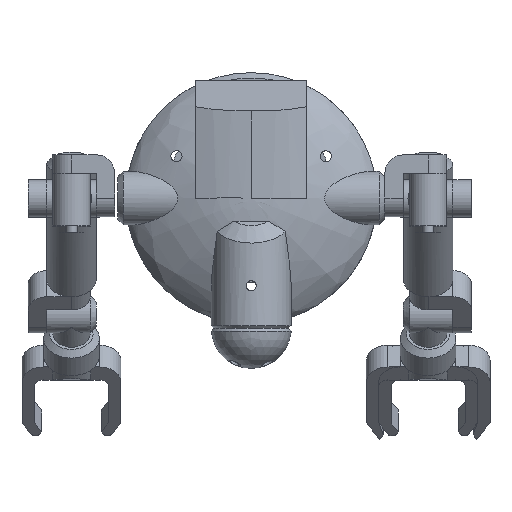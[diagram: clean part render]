
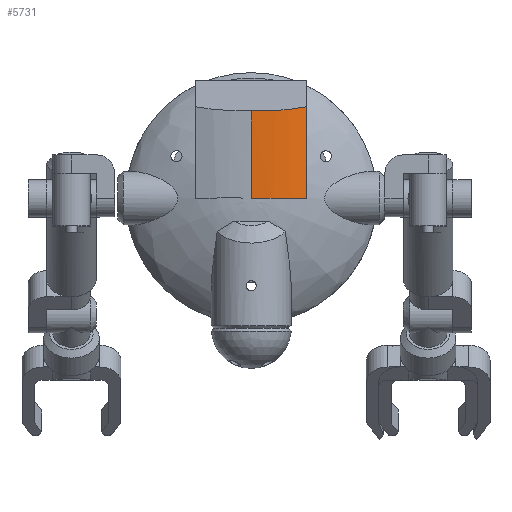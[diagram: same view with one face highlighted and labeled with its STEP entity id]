
A CAD part, top view. The second image highlights one B-rep face of the part: STEP entity #5731.
In plain terms, the highlighted free-form (B-spline) face has degree [5, 1] with [15, 2] control points.
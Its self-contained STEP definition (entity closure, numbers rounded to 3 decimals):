
#104=(
BOUNDED_CURVE()
B_SPLINE_CURVE(5,(#9140,#9141,#9142,#9143,#9144,#9145,#9146,#9147,#9148),
 .UNSPECIFIED.,.F.,.F.)
B_SPLINE_CURVE_WITH_KNOTS((6,1,1,1,6),(0.618,0.7,0.8,0.9,1.),
 .UNSPECIFIED.)
CURVE()
GEOMETRIC_REPRESENTATION_ITEM()
RATIONAL_B_SPLINE_CURVE((1.,1.,1.,1.,1.,1.,1.,1.,1.))
REPRESENTATION_ITEM('')
);
#117=(
BOUNDED_SURFACE()
B_SPLINE_SURFACE(5,1,((#9411,#9412),(#9413,#9414),(#9415,#9416),(#9417,
#9418),(#9419,#9420),(#9421,#9422),(#9423,#9424),(#9425,#9426),(#9427,#9428),
(#9429,#9430),(#9431,#9432),(#9433,#9434),(#9435,#9436),(#9437,#9438),(#9439,
#9440)),.UNSPECIFIED.,.F.,.F.,.F.)
B_SPLINE_SURFACE_WITH_KNOTS((6,1,1,1,1,1,1,1,1,1,6),(2,2),(-1.,-0.9,-0.8,
-0.7,-0.6,-0.5,-0.4,-0.3,-0.2,-0.1,-0.062),(0.,3.16),
 .UNSPECIFIED.)
GEOMETRIC_REPRESENTATION_ITEM()
RATIONAL_B_SPLINE_SURFACE(((1.,1.),(1.,1.),(1.,1.),(1.,1.),(1.,1.),(1.,
1.),(1.,1.),(1.,1.),(1.,1.),(1.,1.),(1.,1.),(1.,1.),(1.,1.),(1.,1.),(1.,
1.)))
REPRESENTATION_ITEM('')
SURFACE()
);
#454=B_SPLINE_CURVE_WITH_KNOTS('',3,(#9442,#9443,#9444,#9445,#9446,#9447),
 .UNSPECIFIED.,.F.,.F.,(4,2,4),(-4.157,-1.893,-1.325),
 .UNSPECIFIED.);
#663=FACE_OUTER_BOUND('',#1030,.T.);
#1030=EDGE_LOOP('',(#4141,#4142,#4143,#4144));
#1476=LINE('',#9410,#1916);
#1477=LINE('',#9448,#1917);
#1916=VECTOR('',#6844,9.);
#1917=VECTOR('',#6845,9.);
#2641=VERTEX_POINT('',#9120);
#2642=VERTEX_POINT('',#9139);
#2653=VERTEX_POINT('',#9408);
#2654=VERTEX_POINT('',#9441);
#3202=EDGE_CURVE('',#2641,#2642,#104,.T.);
#3228=EDGE_CURVE('',#2641,#2653,#1476,.T.);
#3229=EDGE_CURVE('',#2654,#2653,#454,.T.);
#3230=EDGE_CURVE('',#2642,#2654,#1477,.T.);
#4141=ORIENTED_EDGE('',*,*,#3202,.F.);
#4142=ORIENTED_EDGE('',*,*,#3228,.T.);
#4143=ORIENTED_EDGE('',*,*,#3229,.F.);
#4144=ORIENTED_EDGE('',*,*,#3230,.F.);
#5731=ADVANCED_FACE('',(#663),#117,.T.);
#6844=DIRECTION('',(0.,1.,0.));
#6845=DIRECTION('',(0.,1.,0.));
#9120=CARTESIAN_POINT('',(9.215,0.018,32.362));
#9139=CARTESIAN_POINT('',(0.215,0.018,33.534));
#9140=CARTESIAN_POINT('Ctrl Pts',(9.215,0.018,32.362));
#9141=CARTESIAN_POINT('Ctrl Pts',(8.872,0.018,32.466));
#9142=CARTESIAN_POINT('Ctrl Pts',(8.121,0.018,32.683));
#9143=CARTESIAN_POINT('Ctrl Pts',(6.979,0.018,32.972));
#9144=CARTESIAN_POINT('Ctrl Pts',(5.413,0.018,33.27));
#9145=CARTESIAN_POINT('Ctrl Pts',(3.645,0.018,33.449));
#9146=CARTESIAN_POINT('Ctrl Pts',(2.03,0.018,33.519));
#9147=CARTESIAN_POINT('Ctrl Pts',(0.839,0.018,
33.534));
#9148=CARTESIAN_POINT('Ctrl Pts',(0.215,0.018,
33.534));
#9408=CARTESIAN_POINT('',(9.215,14.782,32.362));
#9410=CARTESIAN_POINT('',(9.215,0.018,32.362));
#9411=CARTESIAN_POINT('Ctrl Pts',(0.215,0.018,
33.534));
#9412=CARTESIAN_POINT('Ctrl Pts',(0.215,28.454,33.534));
#9413=CARTESIAN_POINT('Ctrl Pts',(0.839,0.018,
33.534));
#9414=CARTESIAN_POINT('Ctrl Pts',(0.839,28.454,33.534));
#9415=CARTESIAN_POINT('Ctrl Pts',(2.03,0.018,33.519));
#9416=CARTESIAN_POINT('Ctrl Pts',(2.03,28.454,33.519));
#9417=CARTESIAN_POINT('Ctrl Pts',(3.645,0.018,33.449));
#9418=CARTESIAN_POINT('Ctrl Pts',(3.645,28.454,33.449));
#9419=CARTESIAN_POINT('Ctrl Pts',(5.496,0.018,33.262));
#9420=CARTESIAN_POINT('Ctrl Pts',(5.496,28.454,33.262));
#9421=CARTESIAN_POINT('Ctrl Pts',(7.534,0.018,32.865));
#9422=CARTESIAN_POINT('Ctrl Pts',(7.534,28.454,32.865));
#9423=CARTESIAN_POINT('Ctrl Pts',(9.55,0.018,32.292));
#9424=CARTESIAN_POINT('Ctrl Pts',(9.55,28.454,32.292));
#9425=CARTESIAN_POINT('Ctrl Pts',(11.743,0.018,31.533));
#9426=CARTESIAN_POINT('Ctrl Pts',(11.743,28.454,31.533));
#9427=CARTESIAN_POINT('Ctrl Pts',(14.179,0.018,30.578));
#9428=CARTESIAN_POINT('Ctrl Pts',(14.179,28.454,30.578));
#9429=CARTESIAN_POINT('Ctrl Pts',(16.673,0.018,29.431));
#9430=CARTESIAN_POINT('Ctrl Pts',(16.673,28.454,29.431));
#9431=CARTESIAN_POINT('Ctrl Pts',(18.613,0.018,28.268));
#9432=CARTESIAN_POINT('Ctrl Pts',(18.613,28.454,28.268));
#9433=CARTESIAN_POINT('Ctrl Pts',(19.734,0.018,27.273));
#9434=CARTESIAN_POINT('Ctrl Pts',(19.734,28.454,27.273));
#9435=CARTESIAN_POINT('Ctrl Pts',(20.264,0.018,26.525));
#9436=CARTESIAN_POINT('Ctrl Pts',(20.264,28.454,26.525));
#9437=CARTESIAN_POINT('Ctrl Pts',(20.474,0.018,26.077));
#9438=CARTESIAN_POINT('Ctrl Pts',(20.474,28.454,26.077));
#9439=CARTESIAN_POINT('Ctrl Pts',(20.525,0.018,25.953));
#9440=CARTESIAN_POINT('Ctrl Pts',(20.525,28.454,25.953));
#9441=CARTESIAN_POINT('',(0.215,14.106,33.534));
#9442=CARTESIAN_POINT('Ctrl Pts',(0.215,14.106,33.534));
#9443=CARTESIAN_POINT('Ctrl Pts',(2.967,14.106,33.534));
#9444=CARTESIAN_POINT('Ctrl Pts',(4.926,14.208,33.358));
#9445=CARTESIAN_POINT('Ctrl Pts',(7.146,14.464,32.913));
#9446=CARTESIAN_POINT('Ctrl Pts',(7.982,14.567,32.736));
#9447=CARTESIAN_POINT('Ctrl Pts',(9.215,14.782,32.362));
#9448=CARTESIAN_POINT('',(0.215,0.018,33.534));
